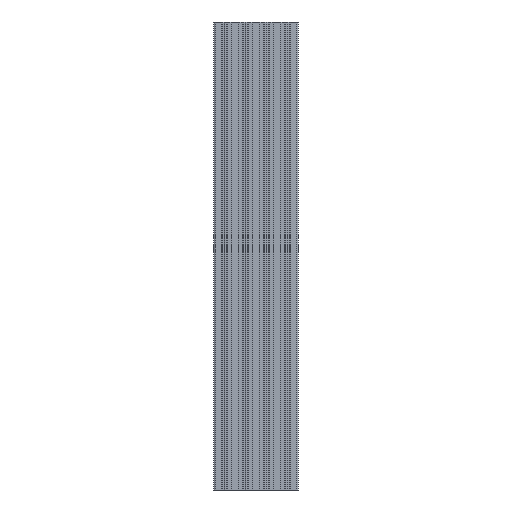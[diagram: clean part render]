
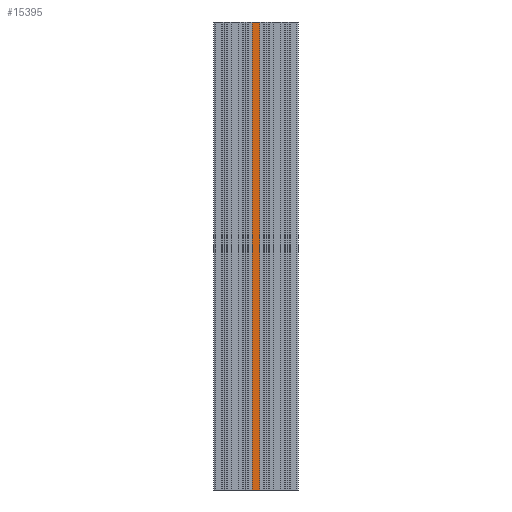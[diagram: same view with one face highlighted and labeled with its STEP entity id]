
A CAD part, left-side view. The second image highlights one B-rep face of the part: STEP entity #15395.
In plain terms, the highlighted planar face has unit normal (-1, 0, 0).
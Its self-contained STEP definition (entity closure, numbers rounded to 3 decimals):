
#56 = EDGE_CURVE ( 'NONE', #20002, #14153, #9315, .T. ) ;
#167 = FACE_OUTER_BOUND ( 'NONE', #21525, .T. ) ;
#344 = VECTOR ( 'NONE', #17221, 1000. ) ;
#1664 = VERTEX_POINT ( 'NONE', #9277 ) ;
#1831 = AXIS2_PLACEMENT_3D ( 'NONE', #6516, #15180, #35218 ) ;
#2615 = VECTOR ( 'NONE', #32291, 1000. ) ;
#3705 = DIRECTION ( 'NONE',  ( 0., -1., 0. ) ) ;
#6516 = CARTESIAN_POINT ( 'NONE',  ( -21.75, 75.5, 1000. ) ) ;
#6534 = ORIENTED_EDGE ( 'NONE', *, *, #28939, .F. ) ;
#6798 = ORIENTED_EDGE ( 'NONE', *, *, #21040, .T. ) ;
#9277 = CARTESIAN_POINT ( 'NONE',  ( -21.75, 59.5, 0. ) ) ;
#9315 = LINE ( 'NONE', #12221, #2615 ) ;
#12221 = CARTESIAN_POINT ( 'NONE',  ( -21.75, 75.5, 1000. ) ) ;
#14153 = VERTEX_POINT ( 'NONE', #14775 ) ;
#14775 = CARTESIAN_POINT ( 'NONE',  ( -21.75, 75.5, 0. ) ) ;
#15108 = CARTESIAN_POINT ( 'NONE',  ( -21.75, 75.5, 0. ) ) ;
#15180 = DIRECTION ( 'NONE',  ( 1., 0., 0. ) ) ;
#15395 = ADVANCED_FACE ( 'NONE', ( #167 ), #23581, .F. ) ;
#16285 = DIRECTION ( 'NONE',  ( 0., 0., -1. ) ) ;
#17221 = DIRECTION ( 'NONE',  ( 0., -1., 0. ) ) ;
#20002 = VERTEX_POINT ( 'NONE', #32975 ) ;
#20345 = LINE ( 'NONE', #33424, #29793 ) ;
#21040 = EDGE_CURVE ( 'NONE', #14153, #1664, #35811, .T. ) ;
#21525 = EDGE_LOOP ( 'NONE', ( #6798, #6534, #27725, #35043 ) ) ;
#23230 = LINE ( 'NONE', #31507, #344 ) ;
#23581 = PLANE ( 'NONE',  #1831 ) ;
#25508 = VERTEX_POINT ( 'NONE', #37012 ) ;
#27725 = ORIENTED_EDGE ( 'NONE', *, *, #36464, .F. ) ;
#28211 = VECTOR ( 'NONE', #3705, 1000. ) ;
#28939 = EDGE_CURVE ( 'NONE', #25508, #1664, #20345, .T. ) ;
#29793 = VECTOR ( 'NONE', #16285, 1000. ) ;
#31507 = CARTESIAN_POINT ( 'NONE',  ( -21.75, 75.5, 1000. ) ) ;
#32291 = DIRECTION ( 'NONE',  ( 0., 0., -1. ) ) ;
#32975 = CARTESIAN_POINT ( 'NONE',  ( -21.75, 75.5, 1000. ) ) ;
#33424 = CARTESIAN_POINT ( 'NONE',  ( -21.75, 59.5, 1000. ) ) ;
#35043 = ORIENTED_EDGE ( 'NONE', *, *, #56, .T. ) ;
#35218 = DIRECTION ( 'NONE',  ( 0., 1., 0. ) ) ;
#35811 = LINE ( 'NONE', #15108, #28211 ) ;
#36464 = EDGE_CURVE ( 'NONE', #20002, #25508, #23230, .T. ) ;
#37012 = CARTESIAN_POINT ( 'NONE',  ( -21.75, 59.5, 1000. ) ) ;
